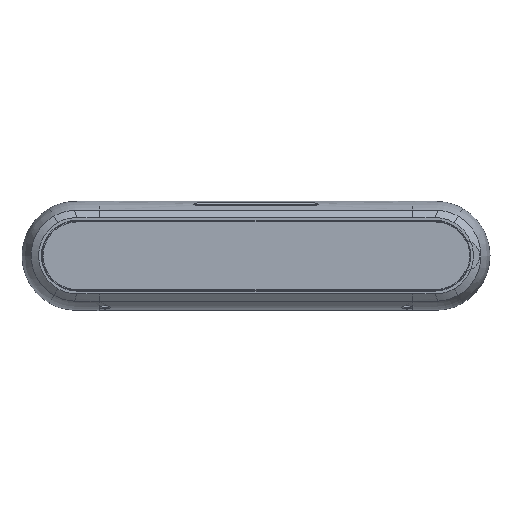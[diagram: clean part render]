
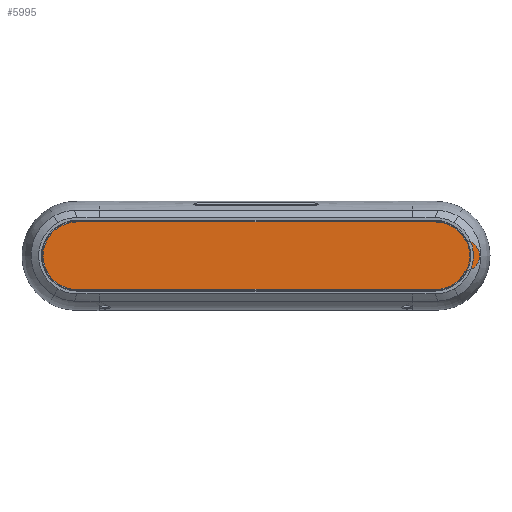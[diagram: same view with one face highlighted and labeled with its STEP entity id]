
A CAD part, top view. The second image highlights one B-rep face of the part: STEP entity #5995.
In plain terms, the highlighted planar face has unit normal (0, 0, 1).
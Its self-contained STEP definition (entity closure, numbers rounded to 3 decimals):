
#292=PLANE('',#6506);
#643=FACE_OUTER_BOUND('',#1022,.T.);
#1022=EDGE_LOOP('',(#5513,#5514,#5515,#5516,#5517,#5518,#5519,#5520));
#1452=CIRCLE('',#6493,1.);
#1453=CIRCLE('',#6495,8.94);
#1454=CIRCLE('',#6498,8.94);
#1455=CIRCLE('',#6501,8.94);
#1456=CIRCLE('',#6503,1.);
#1457=CIRCLE('',#6505,4.);
#1885=LINE('',#43216,#2318);
#1888=LINE('',#43224,#2321);
#2318=VECTOR('',#7908,95.);
#2321=VECTOR('',#7917,95.);
#2876=VERTEX_POINT('',#43204);
#2877=VERTEX_POINT('',#43206);
#2878=VERTEX_POINT('',#43210);
#2879=VERTEX_POINT('',#43214);
#2880=VERTEX_POINT('',#43218);
#2881=VERTEX_POINT('',#43222);
#2882=VERTEX_POINT('',#43226);
#2883=VERTEX_POINT('',#43230);
#3749=EDGE_CURVE('',#2876,#2877,#1452,.F.);
#3750=EDGE_CURVE('',#2877,#2878,#1453,.T.);
#3753=EDGE_CURVE('',#2878,#2879,#1885,.F.);
#3755=EDGE_CURVE('',#2879,#2880,#1454,.T.);
#3757=EDGE_CURVE('',#2880,#2881,#1888,.T.);
#3759=EDGE_CURVE('',#2881,#2882,#1455,.T.);
#3761=EDGE_CURVE('',#2882,#2883,#1456,.T.);
#3762=EDGE_CURVE('',#2883,#2876,#1457,.T.);
#5513=ORIENTED_EDGE('',*,*,#3761,.T.);
#5514=ORIENTED_EDGE('',*,*,#3762,.T.);
#5515=ORIENTED_EDGE('',*,*,#3749,.T.);
#5516=ORIENTED_EDGE('',*,*,#3750,.T.);
#5517=ORIENTED_EDGE('',*,*,#3753,.T.);
#5518=ORIENTED_EDGE('',*,*,#3755,.T.);
#5519=ORIENTED_EDGE('',*,*,#3757,.T.);
#5520=ORIENTED_EDGE('',*,*,#3759,.T.);
#5995=ADVANCED_FACE('',(#643),#292,.T.);
#6493=AXIS2_PLACEMENT_3D('',#43208,#7898,#7899);
#6495=AXIS2_PLACEMENT_3D('',#43211,#7902,#7903);
#6498=AXIS2_PLACEMENT_3D('',#43220,#7912,#7913);
#6501=AXIS2_PLACEMENT_3D('',#43228,#7921,#7922);
#6503=AXIS2_PLACEMENT_3D('',#43232,#7926,#7927);
#6505=AXIS2_PLACEMENT_3D('',#43234,#7930,#7931);
#6506=AXIS2_PLACEMENT_3D('',#43235,#7932,#7933);
#7898=DIRECTION('center_axis',(0.,0.,1.));
#7899=DIRECTION('ref_axis',(1.,0.,0.));
#7902=DIRECTION('center_axis',(0.,0.,1.));
#7903=DIRECTION('ref_axis',(1.,0.,0.));
#7908=DIRECTION('',(1.,0.,0.));
#7912=DIRECTION('center_axis',(0.,0.,1.));
#7913=DIRECTION('ref_axis',(1.,0.,0.));
#7917=DIRECTION('',(1.,0.,0.));
#7921=DIRECTION('center_axis',(0.,0.,1.));
#7922=DIRECTION('ref_axis',(1.,0.,0.));
#7926=DIRECTION('center_axis',(0.,0.,-1.));
#7927=DIRECTION('ref_axis',(-1.,0.,0.));
#7930=DIRECTION('center_axis',(0.,0.,1.));
#7931=DIRECTION('ref_axis',(1.,0.,0.));
#7932=DIRECTION('center_axis',(0.,0.,1.));
#7933=DIRECTION('ref_axis',(1.,0.,0.));
#43204=CARTESIAN_POINT('',(55.958,3.935,-0.034));
#43206=CARTESIAN_POINT('',(55.269,4.424,-0.034));
#43208=CARTESIAN_POINT('Origin',(56.138,4.919,-0.034));
#43210=CARTESIAN_POINT('',(47.5,8.94,-0.034));
#43211=CARTESIAN_POINT('Origin',(47.5,0.,-0.034));
#43214=CARTESIAN_POINT('',(-47.5,8.94,-0.034));
#43216=CARTESIAN_POINT('',(-47.5,8.94,-0.034));
#43218=CARTESIAN_POINT('',(-47.5,-8.94,-0.034));
#43220=CARTESIAN_POINT('Origin',(-47.5,0.,-0.034));
#43222=CARTESIAN_POINT('',(47.5,-8.94,-0.034));
#43224=CARTESIAN_POINT('',(-47.5,-8.94,-0.034));
#43226=CARTESIAN_POINT('',(55.269,-4.424,-0.034));
#43228=CARTESIAN_POINT('Origin',(47.5,0.,-0.034));
#43230=CARTESIAN_POINT('',(55.958,-3.935,-0.034));
#43232=CARTESIAN_POINT('Origin',(56.138,-4.919,-0.034));
#43234=CARTESIAN_POINT('Origin',(55.24,0.,-0.034));
#43235=CARTESIAN_POINT('Origin',(0.,0.,-0.034));
